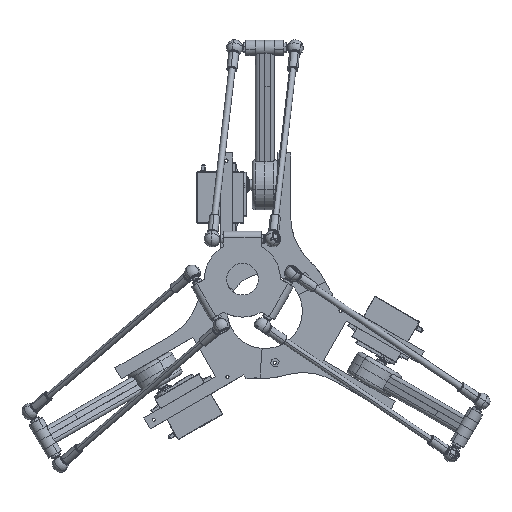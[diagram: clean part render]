
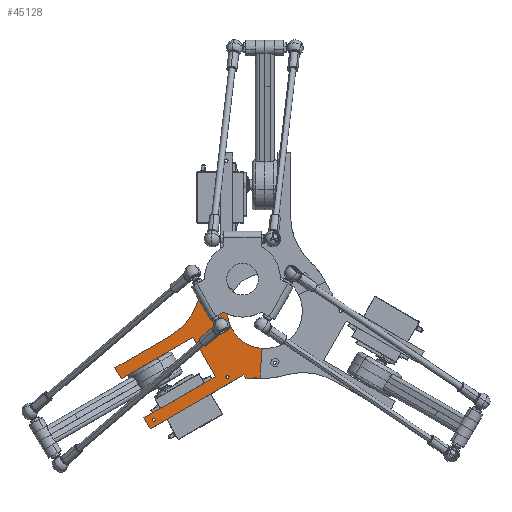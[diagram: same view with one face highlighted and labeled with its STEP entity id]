
A CAD part, top view. The second image highlights one B-rep face of the part: STEP entity #45128.
In plain terms, the highlighted planar face has unit normal (0, 0, 1).
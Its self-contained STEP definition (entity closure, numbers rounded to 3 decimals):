
#43415=CARTESIAN_POINT('Vertex',(120.927,-40.592,25.)) ;
#43418=CARTESIAN_POINT('Line Origine',(92.608,-24.242,25.)) ;
#43422=CARTESIAN_POINT('Vertex',(64.289,-7.892,25.)) ;
#43567=CARTESIAN_POINT('Vertex',(51.969,10.768,25.)) ;
#43570=CARTESIAN_POINT('Line Origine',(88.948,-10.582,25.)) ;
#43574=CARTESIAN_POINT('Vertex',(125.927,-31.932,25.)) ;
#43670=CARTESIAN_POINT('Line Origine',(123.427,-36.262,25.)) ;
#43694=CARTESIAN_POINT('Line Origine',(55.364,-23.351,25.)) ;
#43698=CARTESIAN_POINT('Vertex',(46.439,-38.809,25.)) ;
#43879=CARTESIAN_POINT('Line Origine',(52.829,12.258,25.)) ;
#43883=CARTESIAN_POINT('Vertex',(53.689,13.747,25.)) ;
#43922=CARTESIAN_POINT('Vertex',(117.606,-34.344,25.)) ;
#43925=CARTESIAN_POINT('Axis2P3D Location',(118.231,-33.262,25.)) ;
#43929=CARTESIAN_POINT('Vertex',(118.856,-32.179,25.)) ;
#43944=CARTESIAN_POINT('Axis2P3D Location',(118.231,-33.262,25.)) ;
#43962=CARTESIAN_POINT('Vertex',(103.077,-71.509,25.)) ;
#43965=CARTESIAN_POINT('Line Origine',(100.577,-75.839,25.)) ;
#43969=CARTESIAN_POINT('Vertex',(98.077,-80.169,25.)) ;
#43996=CARTESIAN_POINT('Line Origine',(74.758,-55.159,25.)) ;
#44036=CARTESIAN_POINT('Axis2P3D Location',(92.751,44.957,25.)) ;
#44040=CARTESIAN_POINT('Vertex',(47.758,23.149,25.)) ;
#44077=CARTESIAN_POINT('Vertex',(26.656,12.92,25.)) ;
#44080=CARTESIAN_POINT('Line Origine',(37.207,18.035,25.)) ;
#44103=CARTESIAN_POINT('Vertex',(-3.832,-52.934,25.)) ;
#44106=CARTESIAN_POINT('Line Origine',(-2.985,-41.24,25.)) ;
#44110=CARTESIAN_POINT('Vertex',(-2.139,-29.545,25.)) ;
#44143=CARTESIAN_POINT('Vertex',(15.453,-50.773,25.)) ;
#44146=CARTESIAN_POINT('Axis2P3D Location',(0.,0.,25.)) ;
#44201=CARTESIAN_POINT('Vertex',(55.012,-55.305,25.)) ;
#44204=CARTESIAN_POINT('Axis2P3D Location',(30.012,-98.607,25.)) ;
#44228=CARTESIAN_POINT('Line Origine',(76.545,-67.737,25.)) ;
#44299=CARTESIAN_POINT('Vertex',(59.236,-0.644,25.)) ;
#44302=CARTESIAN_POINT('Axis2P3D Location',(59.861,0.438,25.)) ;
#44306=CARTESIAN_POINT('Vertex',(60.486,1.521,25.)) ;
#44321=CARTESIAN_POINT('Axis2P3D Location',(59.861,0.438,25.)) ;
#44643=CARTESIAN_POINT('Axis2P3D Location',(0.,0.,25.)) ;
#45049=CARTESIAN_POINT('Axis2P3D Location',(0.,0.,25.)) ;
#45070=CARTESIAN_POINT('Line Origine',(8.362,-43.707,25.)) ;
#45074=CARTESIAN_POINT('Vertex',(6.659,-44.021,25.)) ;
#45076=CARTESIAN_POINT('Vertex',(10.066,-43.393,25.)) ;
#45079=CARTESIAN_POINT('Line Origine',(5.536,-42.703,25.)) ;
#45083=CARTESIAN_POINT('Vertex',(4.412,-41.384,25.)) ;
#45086=CARTESIAN_POINT('Line Origine',(4.992,-39.752,25.)) ;
#45090=CARTESIAN_POINT('Vertex',(5.572,-38.12,25.)) ;
#45093=CARTESIAN_POINT('Line Origine',(7.275,-37.806,25.)) ;
#45097=CARTESIAN_POINT('Vertex',(8.979,-37.493,25.)) ;
#45100=CARTESIAN_POINT('Line Origine',(10.102,-38.811,25.)) ;
#45104=CARTESIAN_POINT('Vertex',(11.226,-40.129,25.)) ;
#45107=CARTESIAN_POINT('Line Origine',(10.646,-41.761,25.)) ;
#43419=DIRECTION('Vector Direction',(-0.866,0.5,0.)) ;
#43571=DIRECTION('Vector Direction',(-0.866,0.5,0.)) ;
#43671=DIRECTION('Vector Direction',(0.5,0.866,0.)) ;
#43695=DIRECTION('Vector Direction',(-0.5,-0.866,0.)) ;
#43880=DIRECTION('Vector Direction',(-0.5,-0.866,0.)) ;
#43926=DIRECTION('Axis2P3D Direction',(0.,0.,1.)) ;
#43945=DIRECTION('Axis2P3D Direction',(0.,0.,1.)) ;
#43966=DIRECTION('Vector Direction',(-0.5,-0.866,0.)) ;
#43997=DIRECTION('Vector Direction',(0.866,-0.5,0.)) ;
#44037=DIRECTION('Axis2P3D Direction',(0.,0.,-1.)) ;
#44081=DIRECTION('Vector Direction',(0.9,0.436,0.)) ;
#44107=DIRECTION('Vector Direction',(-0.072,-0.997,0.)) ;
#44147=DIRECTION('Axis2P3D Direction',(0.,0.,-1.)) ;
#44205=DIRECTION('Axis2P3D Direction',(0.,0.,-1.)) ;
#44229=DIRECTION('Vector Direction',(0.866,-0.5,0.)) ;
#44303=DIRECTION('Axis2P3D Direction',(0.,0.,1.)) ;
#44322=DIRECTION('Axis2P3D Direction',(0.,0.,1.)) ;
#44644=DIRECTION('Axis2P3D Direction',(0.,0.,-1.)) ;
#45050=DIRECTION('Axis2P3D Direction',(0.,0.,1.)) ;
#45051=DIRECTION('Axis2P3D XDirection',(1.,0.,0.)) ;
#45071=DIRECTION('Vector Direction',(0.983,0.181,0.)) ;
#45080=DIRECTION('Vector Direction',(0.649,-0.761,0.)) ;
#45087=DIRECTION('Vector Direction',(-0.335,-0.942,0.)) ;
#45094=DIRECTION('Vector Direction',(-0.983,-0.181,0.)) ;
#45101=DIRECTION('Vector Direction',(-0.649,0.761,0.)) ;
#45108=DIRECTION('Vector Direction',(0.335,0.942,0.)) ;
#43927=AXIS2_PLACEMENT_3D('Circle Axis2P3D',#43925,#43926,$) ;
#43946=AXIS2_PLACEMENT_3D('Circle Axis2P3D',#43944,#43945,$) ;
#44038=AXIS2_PLACEMENT_3D('Circle Axis2P3D',#44036,#44037,$) ;
#44148=AXIS2_PLACEMENT_3D('Circle Axis2P3D',#44146,#44147,$) ;
#44206=AXIS2_PLACEMENT_3D('Circle Axis2P3D',#44204,#44205,$) ;
#44304=AXIS2_PLACEMENT_3D('Circle Axis2P3D',#44302,#44303,$) ;
#44323=AXIS2_PLACEMENT_3D('Circle Axis2P3D',#44321,#44322,$) ;
#44645=AXIS2_PLACEMENT_3D('Circle Axis2P3D',#44643,#44644,$) ;
#45052=AXIS2_PLACEMENT_3D('Plane Axis2P3D',#45049,#45050,#45051) ;
#45055=ORIENTED_EDGE('',*,*,#43971,.F.) ;
#45056=ORIENTED_EDGE('',*,*,#44000,.T.) ;
#45057=ORIENTED_EDGE('',*,*,#43700,.F.) ;
#45058=ORIENTED_EDGE('',*,*,#43424,.T.) ;
#45059=ORIENTED_EDGE('',*,*,#43674,.T.) ;
#45060=ORIENTED_EDGE('',*,*,#43576,.T.) ;
#45061=ORIENTED_EDGE('',*,*,#43885,.F.) ;
#45062=ORIENTED_EDGE('',*,*,#44042,.F.) ;
#45063=ORIENTED_EDGE('',*,*,#44084,.F.) ;
#45064=ORIENTED_EDGE('',*,*,#44647,.F.) ;
#45065=ORIENTED_EDGE('',*,*,#44112,.T.) ;
#45066=ORIENTED_EDGE('',*,*,#44150,.T.) ;
#45067=ORIENTED_EDGE('',*,*,#44208,.F.) ;
#45068=ORIENTED_EDGE('',*,*,#44232,.F.) ;
#45113=ORIENTED_EDGE('',*,*,#45078,.F.) ;
#45114=ORIENTED_EDGE('',*,*,#45085,.F.) ;
#45115=ORIENTED_EDGE('',*,*,#45092,.F.) ;
#45116=ORIENTED_EDGE('',*,*,#45099,.F.) ;
#45117=ORIENTED_EDGE('',*,*,#45106,.F.) ;
#45118=ORIENTED_EDGE('',*,*,#45111,.F.) ;
#45121=ORIENTED_EDGE('',*,*,#44308,.F.) ;
#45122=ORIENTED_EDGE('',*,*,#44325,.F.) ;
#45125=ORIENTED_EDGE('',*,*,#43931,.F.) ;
#45126=ORIENTED_EDGE('',*,*,#43948,.F.) ;
#45119=FACE_BOUND('',#45112,.T.) ;
#45123=FACE_BOUND('',#45120,.T.) ;
#45127=FACE_BOUND('',#45124,.T.) ;
#43420=VECTOR('Line Direction',#43419,1.) ;
#43572=VECTOR('Line Direction',#43571,1.) ;
#43672=VECTOR('Line Direction',#43671,1.) ;
#43696=VECTOR('Line Direction',#43695,1.) ;
#43881=VECTOR('Line Direction',#43880,1.) ;
#43967=VECTOR('Line Direction',#43966,1.) ;
#43998=VECTOR('Line Direction',#43997,1.) ;
#44082=VECTOR('Line Direction',#44081,1.) ;
#44108=VECTOR('Line Direction',#44107,1.) ;
#44230=VECTOR('Line Direction',#44229,1.) ;
#45072=VECTOR('Line Direction',#45071,1.) ;
#45081=VECTOR('Line Direction',#45080,1.) ;
#45088=VECTOR('Line Direction',#45087,1.) ;
#45095=VECTOR('Line Direction',#45094,1.) ;
#45102=VECTOR('Line Direction',#45101,1.) ;
#45109=VECTOR('Line Direction',#45108,1.) ;
#45128=ADVANCED_FACE('PartBody',(#45069,#45119,#45123,#45127),#45053,.T.) ;
#43928=CIRCLE('generated circle',#43927,1.25) ;
#43947=CIRCLE('generated circle',#43946,1.25) ;
#44039=CIRCLE('generated circle',#44038,50.) ;
#44149=CIRCLE('generated circle',#44148,53.073) ;
#44207=CIRCLE('generated circle',#44206,50.) ;
#44305=CIRCLE('generated circle',#44304,1.25) ;
#44324=CIRCLE('generated circle',#44323,1.25) ;
#44646=CIRCLE('generated circle',#44645,29.622) ;
#43424=EDGE_CURVE('',#43423,#43416,#43421,.F.) ;
#43576=EDGE_CURVE('',#43575,#43568,#43573,.T.) ;
#43674=EDGE_CURVE('',#43416,#43575,#43673,.T.) ;
#43700=EDGE_CURVE('',#43423,#43699,#43697,.T.) ;
#43885=EDGE_CURVE('',#43884,#43568,#43882,.T.) ;
#43931=EDGE_CURVE('',#43923,#43930,#43928,.T.) ;
#43948=EDGE_CURVE('',#43930,#43923,#43947,.T.) ;
#43971=EDGE_CURVE('',#43963,#43970,#43968,.T.) ;
#44000=EDGE_CURVE('',#43963,#43699,#43999,.F.) ;
#44042=EDGE_CURVE('',#44041,#43884,#44039,.F.) ;
#44084=EDGE_CURVE('',#44078,#44041,#44083,.T.) ;
#44112=EDGE_CURVE('',#44111,#44104,#44109,.T.) ;
#44150=EDGE_CURVE('',#44104,#44144,#44149,.F.) ;
#44208=EDGE_CURVE('',#44202,#44144,#44207,.F.) ;
#44232=EDGE_CURVE('',#43970,#44202,#44231,.F.) ;
#44308=EDGE_CURVE('',#44300,#44307,#44305,.T.) ;
#44325=EDGE_CURVE('',#44307,#44300,#44324,.T.) ;
#44647=EDGE_CURVE('',#44111,#44078,#44646,.F.) ;
#45078=EDGE_CURVE('',#45075,#45077,#45073,.T.) ;
#45085=EDGE_CURVE('',#45084,#45075,#45082,.T.) ;
#45092=EDGE_CURVE('',#45091,#45084,#45089,.T.) ;
#45099=EDGE_CURVE('',#45098,#45091,#45096,.T.) ;
#45106=EDGE_CURVE('',#45105,#45098,#45103,.T.) ;
#45111=EDGE_CURVE('',#45077,#45105,#45110,.T.) ;
#45054=EDGE_LOOP('',(#45055,#45056,#45057,#45058,#45059,#45060,#45061,#45062,#45063,#45064,#45065,#45066,#45067,#45068)) ;
#45112=EDGE_LOOP('',(#45113,#45114,#45115,#45116,#45117,#45118)) ;
#45120=EDGE_LOOP('',(#45121,#45122)) ;
#45124=EDGE_LOOP('',(#45125,#45126)) ;
#45069=FACE_OUTER_BOUND('',#45054,.T.) ;
#43421=LINE('Line',#43418,#43420) ;
#43573=LINE('Line',#43570,#43572) ;
#43673=LINE('Line',#43670,#43672) ;
#43697=LINE('Line',#43694,#43696) ;
#43882=LINE('Line',#43879,#43881) ;
#43968=LINE('Line',#43965,#43967) ;
#43999=LINE('Line',#43996,#43998) ;
#44083=LINE('Line',#44080,#44082) ;
#44109=LINE('Line',#44106,#44108) ;
#44231=LINE('Line',#44228,#44230) ;
#45073=LINE('Line',#45070,#45072) ;
#45082=LINE('Line',#45079,#45081) ;
#45089=LINE('Line',#45086,#45088) ;
#45096=LINE('Line',#45093,#45095) ;
#45103=LINE('Line',#45100,#45102) ;
#45110=LINE('Line',#45107,#45109) ;
#45053=PLANE('Plane',#45052) ;
#43416=VERTEX_POINT('',#43415) ;
#43423=VERTEX_POINT('',#43422) ;
#43568=VERTEX_POINT('',#43567) ;
#43575=VERTEX_POINT('',#43574) ;
#43699=VERTEX_POINT('',#43698) ;
#43884=VERTEX_POINT('',#43883) ;
#43923=VERTEX_POINT('',#43922) ;
#43930=VERTEX_POINT('',#43929) ;
#43963=VERTEX_POINT('',#43962) ;
#43970=VERTEX_POINT('',#43969) ;
#44041=VERTEX_POINT('',#44040) ;
#44078=VERTEX_POINT('',#44077) ;
#44104=VERTEX_POINT('',#44103) ;
#44111=VERTEX_POINT('',#44110) ;
#44144=VERTEX_POINT('',#44143) ;
#44202=VERTEX_POINT('',#44201) ;
#44300=VERTEX_POINT('',#44299) ;
#44307=VERTEX_POINT('',#44306) ;
#45075=VERTEX_POINT('',#45074) ;
#45077=VERTEX_POINT('',#45076) ;
#45084=VERTEX_POINT('',#45083) ;
#45091=VERTEX_POINT('',#45090) ;
#45098=VERTEX_POINT('',#45097) ;
#45105=VERTEX_POINT('',#45104) ;
